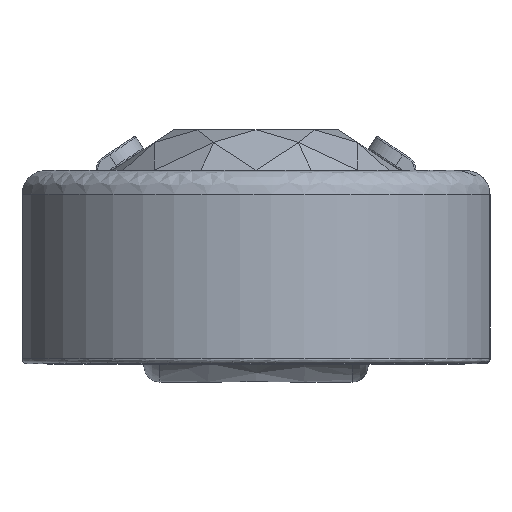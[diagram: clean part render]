
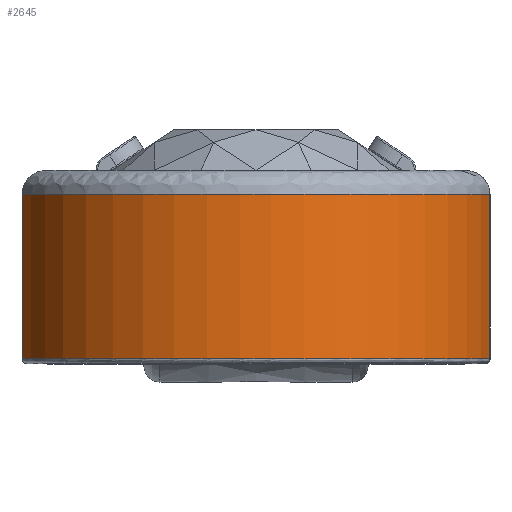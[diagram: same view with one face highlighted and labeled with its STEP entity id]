
A CAD part, top view. The second image highlights one B-rep face of the part: STEP entity #2645.
In plain terms, the highlighted free-form (B-spline) face has degree [2, 1] with [5, 2] control points.
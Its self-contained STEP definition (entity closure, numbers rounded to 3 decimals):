
#2591 = VERTEX_POINT('',#2592);
#2592 = CARTESIAN_POINT('',(6.901,-5.469,
    1.59));
#2626 = VERTEX_POINT('',#2627);
#2627 = CARTESIAN_POINT('',(6.901,-0.614,
    1.59));
#2633 = EDGE_CURVE('',#2591,#2626,#2634,.T.);
#2634 = B_SPLINE_CURVE_WITH_KNOTS('',1,(#2635,#2636),.UNSPECIFIED.,.F.,
  .F.,(2,2),(0.,5.142),
  .PIECEWISE_BEZIER_KNOTS.);
#2635 = CARTESIAN_POINT('',(6.901,-5.469,
    1.59));
#2636 = CARTESIAN_POINT('',(6.901,-0.614,
    1.59));
#2645 = ADVANCED_FACE('',(#2646),#2674,.T.);
#2646 = FACE_BOUND('',#2647,.T.);
#2647 = EDGE_LOOP('',(#2648,#2649,#2659,#2666));
#2648 = ORIENTED_EDGE('',*,*,#2633,.T.);
#2649 = ORIENTED_EDGE('',*,*,#2650,.T.);
#2650 = EDGE_CURVE('',#2626,#2651,#2653,.T.);
#2651 = VERTEX_POINT('',#2652);
#2652 = CARTESIAN_POINT('',(-6.901,-0.614,
    1.59));
#2653 = ( BOUNDED_CURVE() B_SPLINE_CURVE(2,(#2654,#2655,#2656,#2657,
#2658),.UNSPECIFIED.,.F.,.F.) B_SPLINE_CURVE_WITH_KNOTS((3,2,3),(0.,
1.344,2.689),.PIECEWISE_BEZIER_KNOTS.) CURVE() 
GEOMETRIC_REPRESENTATION_ITEM() RATIONAL_B_SPLINE_CURVE((1.,
0.782,1.,0.782,1.)) REPRESENTATION_ITEM('') );
#2654 = CARTESIAN_POINT('',(6.901,-0.614,
    1.59));
#2655 = CARTESIAN_POINT('',(5.636,-0.614,
    7.082));
#2656 = CARTESIAN_POINT('',(0.,-0.614,
    7.082));
#2657 = CARTESIAN_POINT('',(-5.636,-0.614,
    7.082));
#2658 = CARTESIAN_POINT('',(-6.901,-0.614,
    1.59));
#2659 = ORIENTED_EDGE('',*,*,#2660,.T.);
#2660 = EDGE_CURVE('',#2651,#2661,#2663,.T.);
#2661 = VERTEX_POINT('',#2662);
#2662 = CARTESIAN_POINT('',(-6.901,-5.469,
    1.59));
#2663 = B_SPLINE_CURVE_WITH_KNOTS('',1,(#2664,#2665),.UNSPECIFIED.,.F.,
  .F.,(2,2),(-0.,5.142),.PIECEWISE_BEZIER_KNOTS.);
#2664 = CARTESIAN_POINT('',(-6.901,-0.614,
    1.59));
#2665 = CARTESIAN_POINT('',(-6.901,-5.469,
    1.59));
#2666 = ORIENTED_EDGE('',*,*,#2667,.F.);
#2667 = EDGE_CURVE('',#2591,#2661,#2668,.T.);
#2668 = ( BOUNDED_CURVE() B_SPLINE_CURVE(2,(#2669,#2670,#2671,#2672,
#2673),.UNSPECIFIED.,.F.,.F.) B_SPLINE_CURVE_WITH_KNOTS((3,2,3),(0.,
1.344,2.689),.PIECEWISE_BEZIER_KNOTS.) CURVE() 
GEOMETRIC_REPRESENTATION_ITEM() RATIONAL_B_SPLINE_CURVE((1.,
0.782,1.,0.782,1.)) REPRESENTATION_ITEM('') );
#2669 = CARTESIAN_POINT('',(6.901,-5.469,
    1.59));
#2670 = CARTESIAN_POINT('',(5.636,-5.469,
    7.082));
#2671 = CARTESIAN_POINT('',(0.,-5.469,
    7.082));
#2672 = CARTESIAN_POINT('',(-5.636,-5.469,
    7.082));
#2673 = CARTESIAN_POINT('',(-6.901,-5.469,
    1.59));
#2674 = ( BOUNDED_SURFACE() B_SPLINE_SURFACE(2,1,(
    (#2675,#2676)
    ,(#2677,#2678)
    ,(#2679,#2680)
    ,(#2681,#2682)
    ,(#2683,#2684
)),.UNSPECIFIED.,.F.,.F.,.F.) B_SPLINE_SURFACE_WITH_KNOTS((3,2,3),(2,2),
  (3.368,4.712,6.057),(1.052,6.194),
.PIECEWISE_BEZIER_KNOTS.) GEOMETRIC_REPRESENTATION_ITEM() 
RATIONAL_B_SPLINE_SURFACE((
    (1.,1.)
    ,(0.782,0.782)
    ,(1.,1.)
    ,(0.782,0.782)
,(1.,1.))) REPRESENTATION_ITEM('') SURFACE() );
#2675 = CARTESIAN_POINT('',(6.901,-0.614,
    1.59));
#2676 = CARTESIAN_POINT('',(6.901,-5.469,
    1.59));
#2677 = CARTESIAN_POINT('',(5.636,-0.614,
    7.082));
#2678 = CARTESIAN_POINT('',(5.636,-5.469,
    7.082));
#2679 = CARTESIAN_POINT('',(0.,-0.614,
    7.082));
#2680 = CARTESIAN_POINT('',(0.,-5.469,
    7.082));
#2681 = CARTESIAN_POINT('',(-5.636,-0.614,
    7.082));
#2682 = CARTESIAN_POINT('',(-5.636,-5.469,
    7.082));
#2683 = CARTESIAN_POINT('',(-6.901,-0.614,
    1.59));
#2684 = CARTESIAN_POINT('',(-6.901,-5.469,
    1.59));
